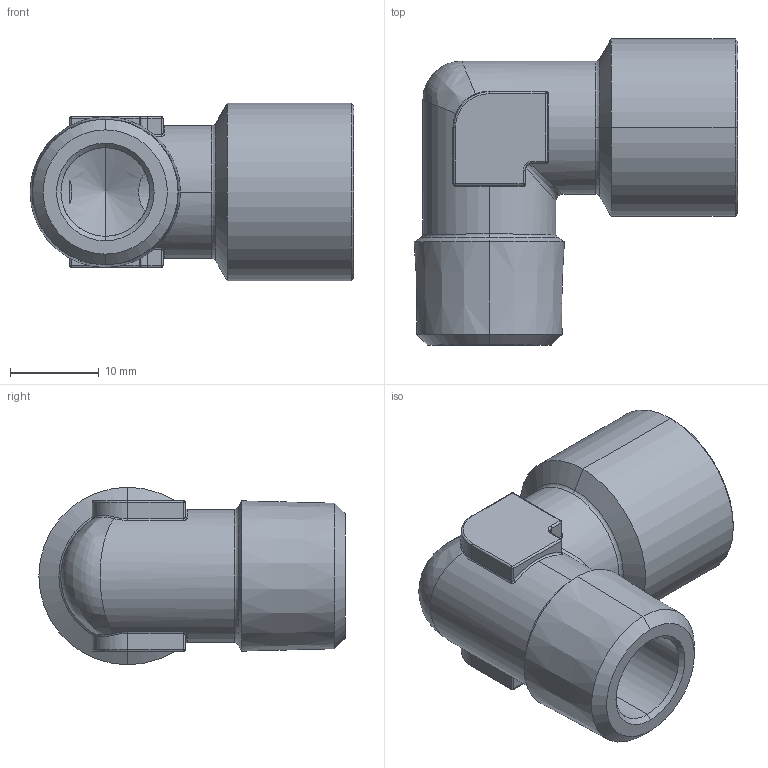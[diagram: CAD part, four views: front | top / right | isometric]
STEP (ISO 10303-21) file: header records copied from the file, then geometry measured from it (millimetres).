
FILE_DESCRIPTION (( 'STEP AP203' ), '1' );
FILE_NAME ('002-X308.STEP', '2013-10-30T15:45:13', ( 'Gabriele' ), ( '' ), 'SwSTEP 2.0', 'SolidWorks 2011', '' );
FILE_SCHEMA (( 'CONFIG_CONTROL_DESIGN' ));
Length unit declared in the file: millimetre
Products named in the file (1): 002-X308
Bounding box: 36.47 x 34.5 x 20 mm (x, y, z)
Volume: 6475.4 mm3; surface area: 5120.3 mm2
Topology: 1 solids, 1 shells, 131 faces, 299 edges, 159 vertices
Faces by surface type: cylinder 51, bspline 22, cone 21, plane 16, torus 13, sphere 8
Entity records: 4178 total; most frequent: CARTESIAN_POINT 1377, DIRECTION 579, ORIENTED_EDGE 574, EDGE_CURVE 287, AXIS2_PLACEMENT_3D 240, VERTEX_POINT 159, EDGE_LOOP 134, ADVANCED_FACE 131
